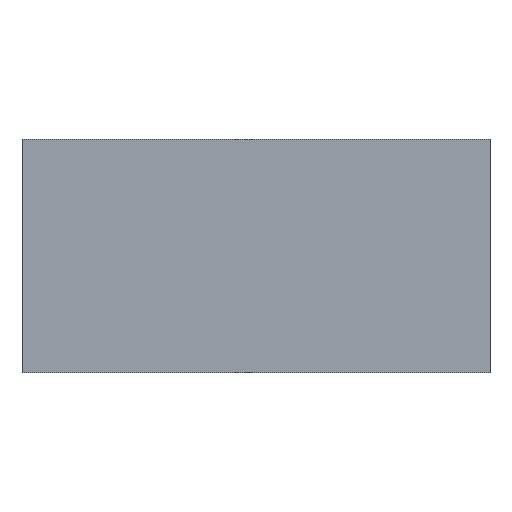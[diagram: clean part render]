
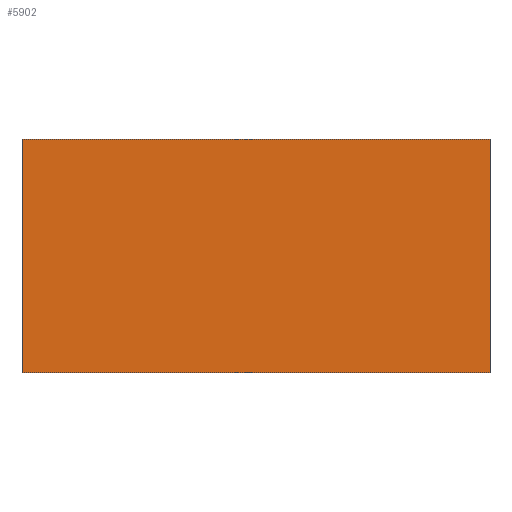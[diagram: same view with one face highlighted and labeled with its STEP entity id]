
A CAD part, left-side view. The second image highlights one B-rep face of the part: STEP entity #5902.
In plain terms, the highlighted planar face has unit normal (-1, 0, 0).
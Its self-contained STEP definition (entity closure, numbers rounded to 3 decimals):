
#1302=ORIENTED_EDGE('',*,*,#2810,.F.);
#1303=ORIENTED_EDGE('',*,*,#2775,.F.);
#1304=ORIENTED_EDGE('',*,*,#2807,.T.);
#1305=ORIENTED_EDGE('',*,*,#2707,.T.);
#2707=EDGE_CURVE('',#3509,#3508,#4105,.T.);
#2775=EDGE_CURVE('',#3565,#3566,#4157,.T.);
#2807=EDGE_CURVE('',#3565,#3509,#4172,.T.);
#2810=EDGE_CURVE('',#3566,#3508,#4175,.T.);
#3508=VERTEX_POINT('',#8712);
#3509=VERTEX_POINT('',#8714);
#3565=VERTEX_POINT('',#8838);
#3566=VERTEX_POINT('',#8840);
#4105=LINE('',#8713,#4602);
#4157=LINE('',#8839,#4654);
#4172=LINE('',#8889,#4669);
#4175=LINE('',#8894,#4672);
#4602=VECTOR('',#7281,1000.);
#4654=VECTOR('',#7367,1000.);
#4669=VECTOR('',#7418,1000.);
#4672=VECTOR('',#7425,1000.);
#4949=EDGE_LOOP('',(#1302,#1303,#1304,#1305));
#5308=FACE_BOUND('',#4949,.T.);
#5625=PLANE('',#6414);
#5902=ADVANCED_FACE('',(#5308),#5625,.T.);
#6414=AXIS2_PLACEMENT_3D('',#8893,#7423,#7424);
#7281=DIRECTION('',(0.,0.,-1.));
#7367=DIRECTION('',(0.,0.,-1.));
#7418=DIRECTION('',(0.,1.,0.));
#7423=DIRECTION('',(-1.,0.,0.));
#7424=DIRECTION('',(0.,0.,1.));
#7425=DIRECTION('',(0.,1.,0.));
#8712=CARTESIAN_POINT('',(-20.091,40.081,0.));
#8713=CARTESIAN_POINT('',(-20.091,40.081,40.005));
#8714=CARTESIAN_POINT('',(-20.091,40.081,40.005));
#8838=CARTESIAN_POINT('',(-20.091,-40.081,40.005));
#8839=CARTESIAN_POINT('',(-20.091,-40.081,40.005));
#8840=CARTESIAN_POINT('',(-20.091,-40.081,0.));
#8889=CARTESIAN_POINT('',(-20.091,-40.081,40.005));
#8893=CARTESIAN_POINT('',(-20.091,-40.081,40.005));
#8894=CARTESIAN_POINT('',(-20.091,-40.081,0.));
